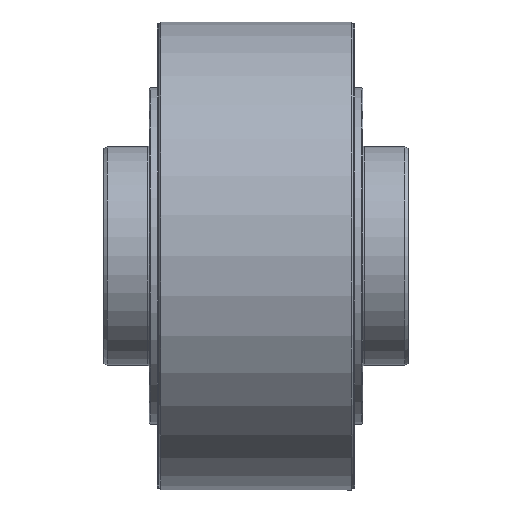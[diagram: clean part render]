
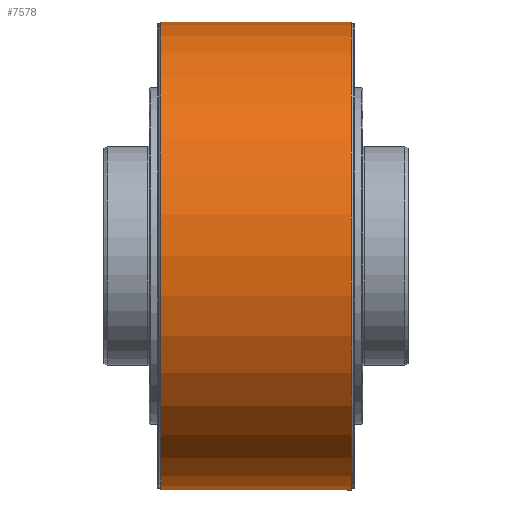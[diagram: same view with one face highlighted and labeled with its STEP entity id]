
A CAD part, top view. The second image highlights one B-rep face of the part: STEP entity #7578.
In plain terms, the highlighted cylindrical face has radius 80 mm (diameter 160 mm), a partial arc.
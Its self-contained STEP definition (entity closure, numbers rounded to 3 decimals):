
#6893=CARTESIAN_POINT('',(-32.5,0.,0.));
#6894=DIRECTION('',(1.,0.,0.));
#6895=DIRECTION('',(0.,1.,0.));
#6896=AXIS2_PLACEMENT_3D('',#6893,#6894,#6895);
#6898=CARTESIAN_POINT('',(-32.5,0.,0.));
#6899=DIRECTION('',(1.,0.,0.));
#6900=DIRECTION('',(0.,0.,1.));
#6901=AXIS2_PLACEMENT_3D('',#6898,#6899,#6900);
#6921=DIRECTION('',(-1.,0.,0.));
#6922=VECTOR('',#6921,65.);
#6923=CARTESIAN_POINT('',(32.5,80.,0.));
#6924=LINE('',#6923,#6922);
#7059=CARTESIAN_POINT('',(32.5,0.,0.));
#7060=DIRECTION('',(-1.,0.,0.));
#7061=DIRECTION('',(0.,-1.,0.));
#7062=AXIS2_PLACEMENT_3D('',#7059,#7060,#7061);
#7064=CARTESIAN_POINT('',(32.5,0.,0.));
#7065=DIRECTION('',(-1.,0.,0.));
#7066=DIRECTION('',(0.,0.,1.));
#7067=AXIS2_PLACEMENT_3D('',#7064,#7065,#7066);
#7073=DIRECTION('',(-1.,0.,0.));
#7074=VECTOR('',#7073,65.);
#7075=CARTESIAN_POINT('',(32.5,-80.,0.));
#7076=LINE('',#7075,#7074);
#7317=CARTESIAN_POINT('',(32.5,-80.,0.));
#7318=VERTEX_POINT('',#7317);
#7319=CARTESIAN_POINT('',(32.5,0.,80.));
#7320=CARTESIAN_POINT('',(32.5,80.,0.));
#7321=VERTEX_POINT('',#7319);
#7322=VERTEX_POINT('',#7320);
#7325=CARTESIAN_POINT('',(-32.5,80.,0.));
#7326=VERTEX_POINT('',#7325);
#7329=CARTESIAN_POINT('',(-32.5,-80.,0.));
#7330=VERTEX_POINT('',#7329);
#7331=CARTESIAN_POINT('',(-32.5,0.,80.));
#7332=VERTEX_POINT('',#7331);
#7565=CARTESIAN_POINT('',(-33.5,0.,0.));
#7566=DIRECTION('',(1.,0.,0.));
#7567=DIRECTION('',(0.,-1.,0.));
#7568=AXIS2_PLACEMENT_3D('',#7565,#7566,#7567);
#7569=CYLINDRICAL_SURFACE('',#7568,80.);
#7570=ORIENTED_EDGE('',*,*,#7559,.F.);
#7571=ORIENTED_EDGE('',*,*,#7557,.F.);
#7572=ORIENTED_EDGE('',*,*,#7454,.T.);
#7573=ORIENTED_EDGE('',*,*,#7418,.F.);
#7574=ORIENTED_EDGE('',*,*,#7416,.F.);
#7575=ORIENTED_EDGE('',*,*,#7450,.F.);
#7576=EDGE_LOOP('',(#7570,#7571,#7572,#7573,#7574,#7575));
#7577=FACE_OUTER_BOUND('',#7576,.F.);
#6897=CIRCLE('',#6896,80.);
#6902=CIRCLE('',#6901,80.);
#7063=CIRCLE('',#7062,80.);
#7068=CIRCLE('',#7067,80.);
#7416=EDGE_CURVE('',#7326,#7332,#6897,.T.);
#7418=EDGE_CURVE('',#7332,#7330,#6902,.T.);
#7450=EDGE_CURVE('',#7322,#7326,#6924,.T.);
#7454=EDGE_CURVE('',#7318,#7330,#7076,.T.);
#7557=EDGE_CURVE('',#7318,#7321,#7063,.T.);
#7559=EDGE_CURVE('',#7321,#7322,#7068,.T.);
#7578=ADVANCED_FACE('',(#7577),#7569,.T.);
